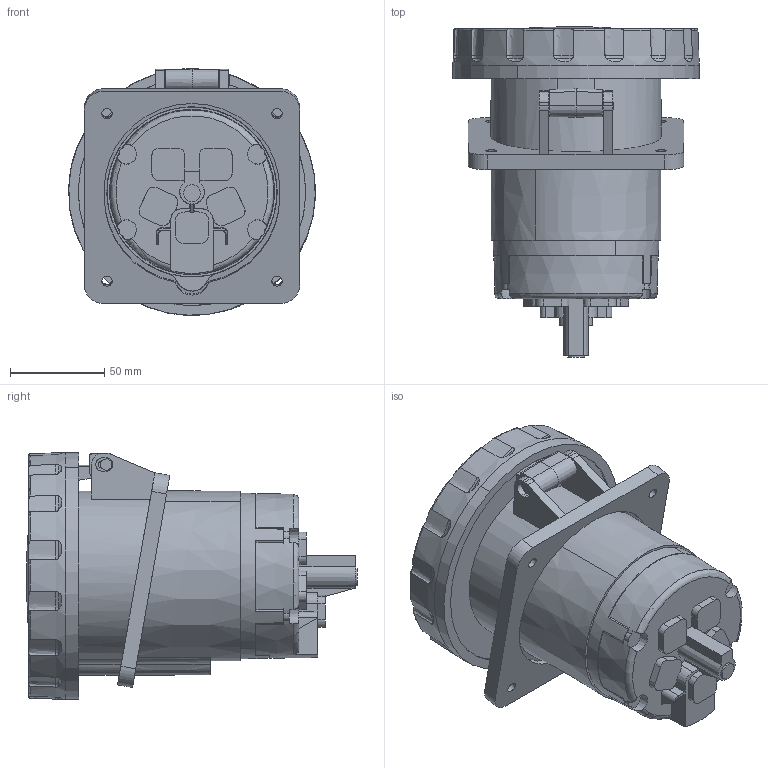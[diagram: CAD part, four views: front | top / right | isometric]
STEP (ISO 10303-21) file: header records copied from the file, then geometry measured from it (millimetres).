
FILE_DESCRIPTION((''),'2;1');
FILE_NAME('GW62262H_1_SW0001','2020-09-01T11:11:19',('ns3'),('Technoprobe spa'),'CREO PARAMETRIC BY PTC INC, 2020074','CREO PARAMETRIC BY PTC INC, 2020074','');
FILE_SCHEMA(('CONFIG_CONTROL_DESIGN'));
Length unit declared in the file: millimetre
Products named in the file (1): GW62262H_1_SW0001
Bounding box: 130.74 x 175.14 x 130.75 mm (x, y, z)
Volume: 1143419.2 mm3; surface area: 109052.5 mm2
Topology: 1 solids, 1 shells, 385 faces, 1133 edges, 755 vertices
Faces by surface type: plane 145, cone 73, bspline 66, cylinder 65, torus 24, extrusion 8, sphere 4
Entity records: 17106 total; most frequent: CARTESIAN_POINT 7322, ORIENTED_EDGE 2262, DIRECTION 1773, EDGE_CURVE 1131, VERTEX_POINT 755, AXIS2_PLACEMENT_3D 691, EDGE_LOOP 414, VECTOR 391
